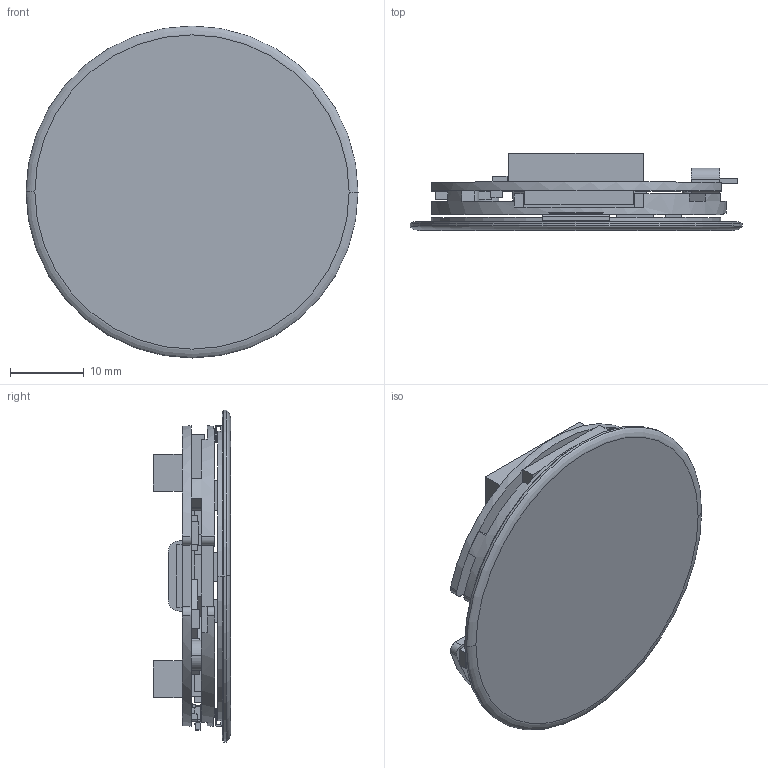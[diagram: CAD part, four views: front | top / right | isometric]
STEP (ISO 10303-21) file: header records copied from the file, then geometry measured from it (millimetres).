
FILE_DESCRIPTION((''),'2;1');
FILE_NAME('0-00_ASM','2024-08-30T16:48:22',('123456'),(''),'CREO PARAMETRIC BY PTC INC, 2019080','CREO PARAMETRIC BY PTC INC, 2019080','');
FILE_SCHEMA(('AUTOMOTIVE_DESIGN { 1 0 10303 214 1 1 1 1 }'));
Length unit declared in the file: millimetre
Products named in the file (9): 002; 00; WIFI; 002_ASM; PCB; SOLID-117229; PCB_ASM; 0-00_ASM
Assembly tree (8 placements, depth 3):
  0-00_ASM
    002_ASM
      002
      00
      WIFI
    PCB_ASM
      PCB
      SOLID-117229
    00
Bounding box: 45 x 10.45 x 45 mm (x, y, z)
Volume: 7263.1 mm3; surface area: 13516 mm2
Topology: 9 solids, 9 shells, 818 faces, 2146 edges, 1412 vertices
Faces by surface type: plane 621, extrusion 108, cylinder 79, bspline 4, sphere 4, revolution 2
Entity records: 33098 total; most frequent: CARTESIAN_POINT 6049, ORIENTED_EDGE 4284, DIRECTION 3679, EDGE_CURVE 2142, PRESENTATION_STYLE_ASSIGNMENT 1927, VECTOR 1827, STYLED_ITEM 1722, LINE 1719
